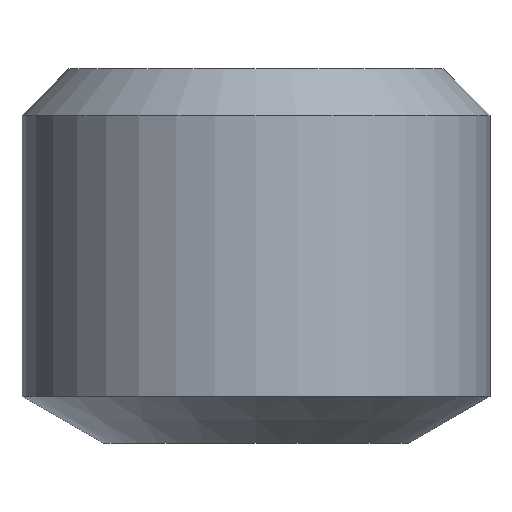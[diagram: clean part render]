
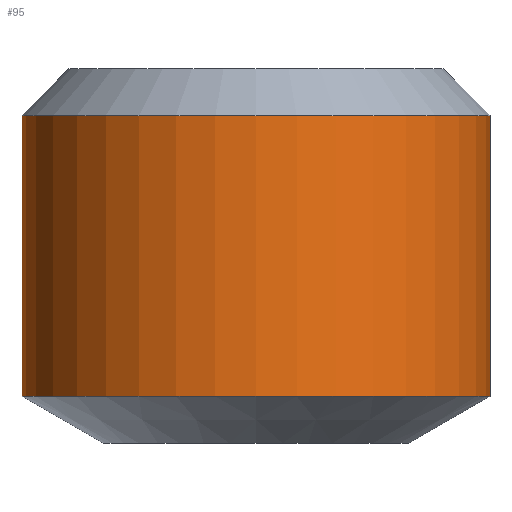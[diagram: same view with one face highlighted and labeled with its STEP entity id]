
A CAD part, left-side view. The second image highlights one B-rep face of the part: STEP entity #95.
In plain terms, the highlighted cylindrical face has radius 2.5 mm (diameter 5 mm), a partial arc.
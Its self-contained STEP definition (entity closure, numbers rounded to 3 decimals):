
#38=CYLINDRICAL_SURFACE('',#300,2.5);
#45=LINE('',#409,#69);
#46=LINE('',#410,#70);
#69=VECTOR('',#337,1.);
#70=VECTOR('',#338,1.);
#95=ADVANCED_FACE('',(#119),#38,.T.);
#119=FACE_OUTER_BOUND('',#133,.T.);
#133=EDGE_LOOP('',(#159,#160,#161,#162));
#159=ORIENTED_EDGE('',*,*,#232,.T.);
#160=ORIENTED_EDGE('',*,*,#236,.T.);
#161=ORIENTED_EDGE('',*,*,#238,.F.);
#162=ORIENTED_EDGE('',*,*,#237,.F.);
#211=VERTEX_POINT('',#399);
#212=VERTEX_POINT('',#401);
#213=VERTEX_POINT('',#407);
#214=VERTEX_POINT('',#408);
#232=EDGE_CURVE('',#212,#211,#263,.T.);
#236=EDGE_CURVE('',#211,#214,#45,.T.);
#237=EDGE_CURVE('',#212,#213,#46,.T.);
#238=EDGE_CURVE('',#213,#214,#266,.T.);
#263=CIRCLE('',#293,2.5);
#266=CIRCLE('',#299,2.5);
#293=AXIS2_PLACEMENT_3D('',#400,#326,#327);
#299=AXIS2_PLACEMENT_3D('',#412,#341,#342);
#300=AXIS2_PLACEMENT_3D('',#413,#343,#344);
#326=DIRECTION('',(0.,0.,-1.));
#327=DIRECTION('',(0.,-1.,0.));
#337=DIRECTION('',(0.,0.,-1.));
#338=DIRECTION('',(0.,0.,-1.));
#341=DIRECTION('',(0.,0.,-1.));
#342=DIRECTION('',(0.,-1.,0.));
#343=DIRECTION('',(0.,0.,1.));
#344=DIRECTION('',(0.,-1.,0.));
#399=CARTESIAN_POINT('',(0.,2.5,3.5));
#400=CARTESIAN_POINT('',(0.,0.,3.5));
#401=CARTESIAN_POINT('',(0.,-2.5,3.5));
#407=CARTESIAN_POINT('',(0.,-2.5,0.5));
#408=CARTESIAN_POINT('',(0.,2.5,0.5));
#409=CARTESIAN_POINT('',(0.,2.5,3.5));
#410=CARTESIAN_POINT('',(0.,-2.5,3.5));
#412=CARTESIAN_POINT('',(0.,0.,0.5));
#413=CARTESIAN_POINT('',(0.,0.,-0.2));
